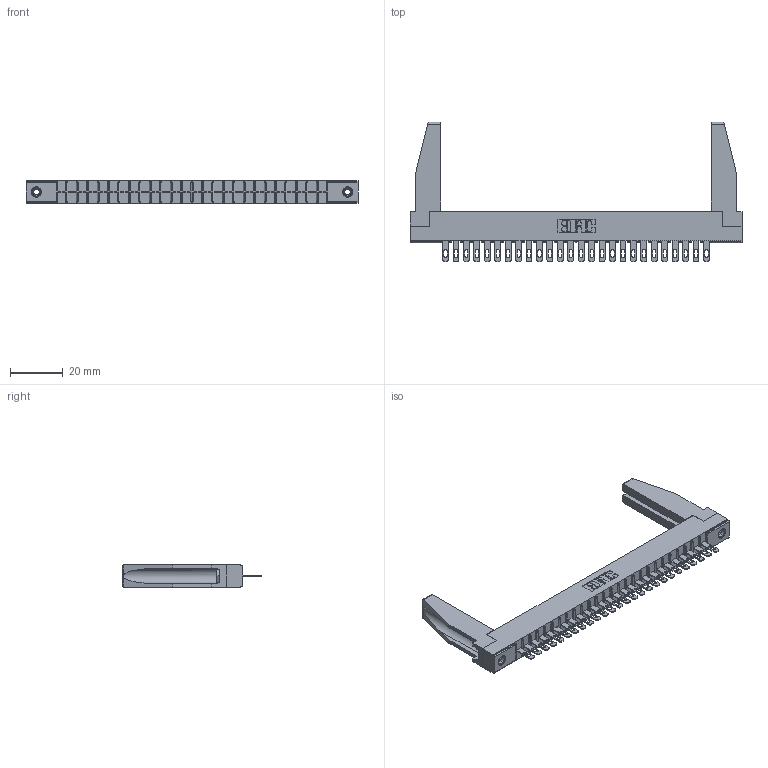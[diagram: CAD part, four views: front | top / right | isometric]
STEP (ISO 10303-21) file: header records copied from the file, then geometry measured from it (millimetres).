
FILE_DESCRIPTION (( 'STEP AP203' ), '1' );
FILE_NAME ('356-026-400-178.STEP', '2020-09-23T17:20:41', ( '' ), ( '' ), 'SwSTEP 2.0', 'SolidWorks 2020', '' );
FILE_SCHEMA (( 'CONFIG_CONTROL_DESIGN' ));
Length unit declared in the file: inch
Products named in the file (5): 306-290-001_100; 345-250-001_345-250-001-102; 306 Part_.156 Dia; 307-220-078; 356-026-400-178
Assembly tree (31 placements, depth 2):
  356-026-400-178
    306 Part_.156 Dia
    306-290-001_100  x26
    345-250-001_345-250-001-102  x2
    307-220-078  x2
Bounding box: 126.03 x 52.91 x 8.71 mm (x, y, z)
Volume: 12710.4 mm3; surface area: 17266.3 mm2
Topology: 31 solids, 31 shells, 2222 faces, 6236 edges, 4008 vertices
Faces by surface type: plane 1452, cylinder 650, sphere 104, cone 12, torus 4
Entity records: 28922 total; most frequent: CARTESIAN_POINT 4855, ORIENTED_EDGE 4770, DIRECTION 4741, EDGE_CURVE 2385, VECTOR 1857, LINE 1857, VERTEX_POINT 1514, AXIS2_PLACEMENT_3D 1442
